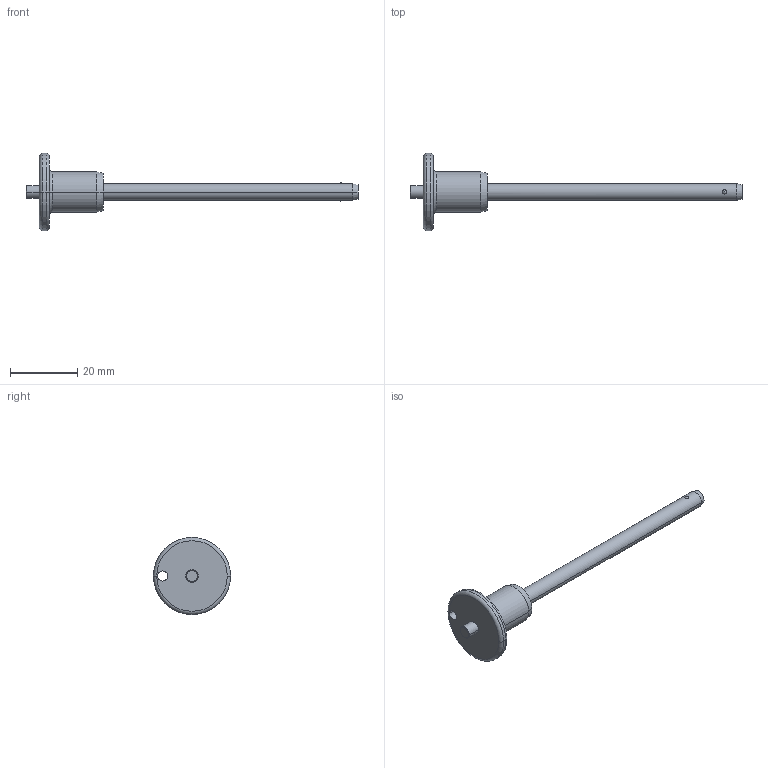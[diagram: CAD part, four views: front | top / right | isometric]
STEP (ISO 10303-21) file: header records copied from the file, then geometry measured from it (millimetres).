
FILE_DESCRIPTION (( 'STEP AP214' ), '1' );
FILE_NAME ('BKP 0570.STEP', '2022-08-26T09:11:25', ( '' ), ( '' ), 'SwSTEP 2.0', 'SolidWorks 2019', '' );
FILE_SCHEMA (( 'AUTOMOTIVE_DESIGN' ));
Length unit declared in the file: millimetre
Products named in the file (4): BILYA 5.stp; 70x5 PIN DIS.stp; BKP 0570.stp; BKP 0570
Assembly tree (4 placements, depth 3):
  BKP 0570
    BKP 0570.stp
      70x5 PIN DIS.stp
      BILYA 5.stp  x2
Bounding box: 99 x 23 x 23 mm (x, y, z)
Volume: 4524.3 mm3; surface area: 2826.8 mm2
Topology: 3 solids, 3 shells, 33 faces, 76 edges, 48 vertices
Faces by surface type: cylinder 12, cone 6, torus 6, plane 5, sphere 4
Entity records: 1030 total; most frequent: CARTESIAN_POINT 193, DIRECTION 180, ORIENTED_EDGE 128, AXIS2_PLACEMENT_3D 81, EDGE_CURVE 64, CIRCLE 42, VERTEX_POINT 40, EDGE_LOOP 38
